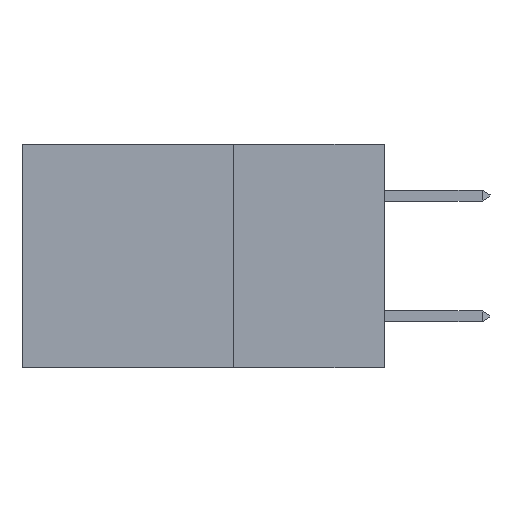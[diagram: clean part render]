
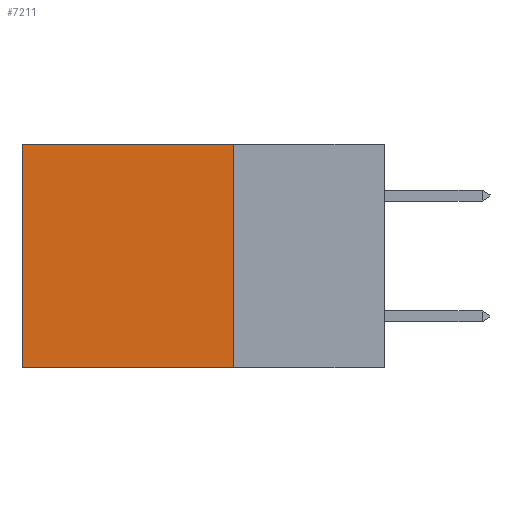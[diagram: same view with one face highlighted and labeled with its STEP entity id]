
A CAD part, left-side view. The second image highlights one B-rep face of the part: STEP entity #7211.
In plain terms, the highlighted planar face has unit normal (-1, 0, 0).
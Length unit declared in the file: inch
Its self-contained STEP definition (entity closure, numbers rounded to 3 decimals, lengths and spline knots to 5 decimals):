
#2543 = FACE_OUTER_BOUND ( 'NONE', #13928, .T. ) ;
#2792 = DIRECTION ( 'NONE',  ( 1., 0., 0. ) ) ;
#3028 = VECTOR ( 'NONE', #9286, 39.37008 ) ;
#4045 = VERTEX_POINT ( 'NONE', #23520 ) ;
#4385 = VERTEX_POINT ( 'NONE', #12669 ) ;
#4743 = VECTOR ( 'NONE', #24721, 39.37008 ) ;
#4931 = PLANE ( 'NONE',  #13931 ) ;
#5059 = ORIENTED_EDGE ( 'NONE', *, *, #26897, .T. ) ;
#5402 = CARTESIAN_POINT ( 'NONE',  ( 0.2875, 0.25, 0. ) ) ;
#7211 = ADVANCED_FACE ( 'NONE', ( #2543 ), #4931, .F. ) ;
#9286 = DIRECTION ( 'NONE',  ( 0., 0., -1. ) ) ;
#10570 = EDGE_CURVE ( 'NONE', #15303, #4045, #17056, .T. ) ;
#11385 = CARTESIAN_POINT ( 'NONE',  ( 0.2875, 0.6, 0. ) ) ;
#11563 = DIRECTION ( 'NONE',  ( 0., 1., 0. ) ) ;
#12050 = CARTESIAN_POINT ( 'NONE',  ( 0.2875, 0.25, 0. ) ) ;
#12457 = ORIENTED_EDGE ( 'NONE', *, *, #10570, .F. ) ;
#12669 = CARTESIAN_POINT ( 'NONE',  ( 0.2875, 0.6, -0.37 ) ) ;
#13343 = CARTESIAN_POINT ( 'NONE',  ( 0.2875, 0.25, 0. ) ) ;
#13713 = CARTESIAN_POINT ( 'NONE',  ( 0.2875, 0.6, 0. ) ) ;
#13928 = EDGE_LOOP ( 'NONE', ( #5059, #22776, #12457, #22125 ) ) ;
#13931 = AXIS2_PLACEMENT_3D ( 'NONE', #13343, #2792, #23628 ) ;
#15303 = VERTEX_POINT ( 'NONE', #5402 ) ;
#15369 = EDGE_CURVE ( 'NONE', #15303, #18363, #15867, .T. ) ;
#15867 = LINE ( 'NONE', #12050, #4743 ) ;
#17056 = LINE ( 'NONE', #24422, #24881 ) ;
#17233 = EDGE_CURVE ( 'NONE', #4045, #4385, #19063, .T. ) ;
#18363 = VERTEX_POINT ( 'NONE', #13713 ) ;
#19063 = LINE ( 'NONE', #19779, #19375 ) ;
#19375 = VECTOR ( 'NONE', #11563, 39.37008 ) ;
#19779 = CARTESIAN_POINT ( 'NONE',  ( 0.2875, 0.25, -0.37 ) ) ;
#20352 = LINE ( 'NONE', #11385, #3028 ) ;
#22125 = ORIENTED_EDGE ( 'NONE', *, *, #15369, .T. ) ;
#22139 = DIRECTION ( 'NONE',  ( 0., 0., -1. ) ) ;
#22776 = ORIENTED_EDGE ( 'NONE', *, *, #17233, .F. ) ;
#23520 = CARTESIAN_POINT ( 'NONE',  ( 0.2875, 0.25, -0.37 ) ) ;
#23628 = DIRECTION ( 'NONE',  ( 0., 0., -1. ) ) ;
#24422 = CARTESIAN_POINT ( 'NONE',  ( 0.2875, 0.25, 0. ) ) ;
#24721 = DIRECTION ( 'NONE',  ( 0., 1., 0. ) ) ;
#24881 = VECTOR ( 'NONE', #22139, 39.37008 ) ;
#26897 = EDGE_CURVE ( 'NONE', #18363, #4385, #20352, .T. ) ;
